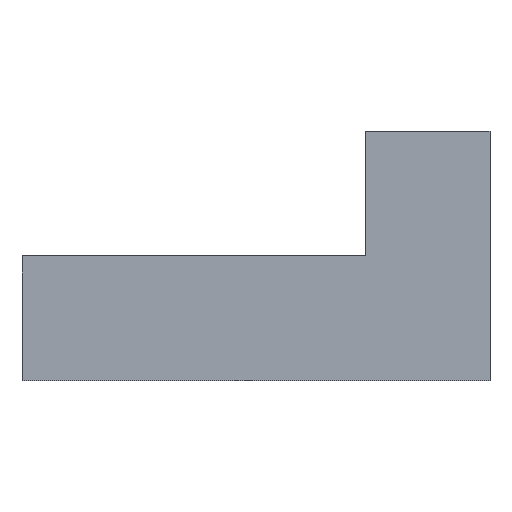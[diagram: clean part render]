
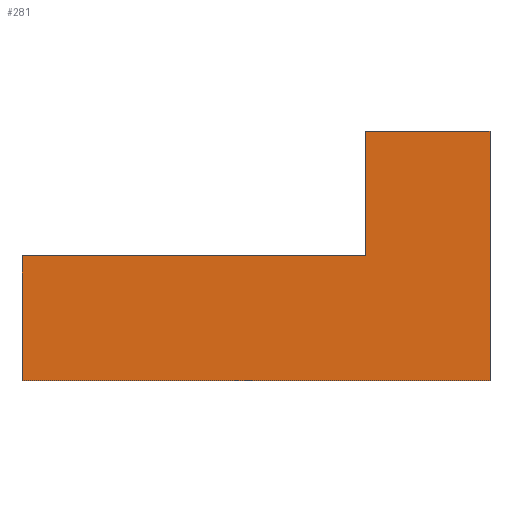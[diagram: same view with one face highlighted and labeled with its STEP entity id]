
A CAD part, top view. The second image highlights one B-rep face of the part: STEP entity #281.
In plain terms, the highlighted planar face has unit normal (0, 0, 1).
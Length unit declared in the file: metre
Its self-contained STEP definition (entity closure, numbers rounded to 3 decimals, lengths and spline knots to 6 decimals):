
#75=CARTESIAN_POINT('',(0.0175,0.01,0.02));
#76=VERTEX_POINT('',#75);
#91=CARTESIAN_POINT('',(-0.0375,0.01,0.02));
#92=VERTEX_POINT('',#91);
#99=CARTESIAN_POINT('',(-0.0375,0.01,0.02));
#100=DIRECTION('',(1.0,0.0,0.0));
#101=VECTOR('',#100,0.055);
#102=LINE('',#99,#101);
#103=EDGE_CURVE('',#92,#76,#102,.T.);
#113=CARTESIAN_POINT('',(0.0375,-0.01,0.02));
#114=VERTEX_POINT('',#113);
#115=CARTESIAN_POINT('',(-0.0375,-0.01,0.02));
#116=VERTEX_POINT('',#115);
#117=CARTESIAN_POINT('',(0.0375,-0.01,0.02));
#118=DIRECTION('',(-1.0,0.0,0.0));
#119=VECTOR('',#118,0.075);
#120=LINE('',#117,#119);
#121=EDGE_CURVE('',#114,#116,#120,.T.);
#153=CARTESIAN_POINT('',(-0.0375,-0.01,0.02));
#154=DIRECTION('',(0.0,1.0,0.0));
#155=VECTOR('',#154,0.02);
#156=LINE('',#153,#155);
#157=EDGE_CURVE('',#116,#92,#156,.T.);
#175=CARTESIAN_POINT('',(0.0175,0.03,0.02));
#176=VERTEX_POINT('',#175);
#177=CARTESIAN_POINT('',(0.0175,0.01,0.02));
#178=DIRECTION('',(0.0,1.0,0.0));
#179=VECTOR('',#178,0.02);
#180=LINE('',#177,#179);
#181=EDGE_CURVE('',#76,#176,#180,.T.);
#206=CARTESIAN_POINT('',(0.0375,0.03,0.02));
#207=VERTEX_POINT('',#206);
#208=CARTESIAN_POINT('',(0.0175,0.03,0.02));
#209=DIRECTION('',(1.0,0.0,0.0));
#210=VECTOR('',#209,0.02);
#211=LINE('',#208,#210);
#212=EDGE_CURVE('',#176,#207,#211,.T.);
#237=CARTESIAN_POINT('',(0.0375,0.03,0.02));
#238=DIRECTION('',(0.0,-1.0,0.0));
#239=VECTOR('',#238,0.04);
#240=LINE('',#237,#239);
#241=EDGE_CURVE('',#207,#114,#240,.T.);
#268=CARTESIAN_POINT('',(0.0275,0.02,0.02));
#269=DIRECTION('',(0.0,0.0,1.0));
#270=DIRECTION('',(1.0,0.0,0.0));
#271=AXIS2_PLACEMENT_3D('',#268,#269,#270);
#272=PLANE('',#271);
#273=ORIENTED_EDGE('',*,*,#181,.F.);
#274=ORIENTED_EDGE('',*,*,#103,.F.);
#275=ORIENTED_EDGE('',*,*,#157,.F.);
#276=ORIENTED_EDGE('',*,*,#121,.F.);
#277=ORIENTED_EDGE('',*,*,#241,.F.);
#278=ORIENTED_EDGE('',*,*,#212,.F.);
#279=EDGE_LOOP('',(#273,#274,#275,#276,#277,#278));
#280=FACE_OUTER_BOUND('',#279,.T.);
#281=ADVANCED_FACE('',(#280),#272,.T.);
